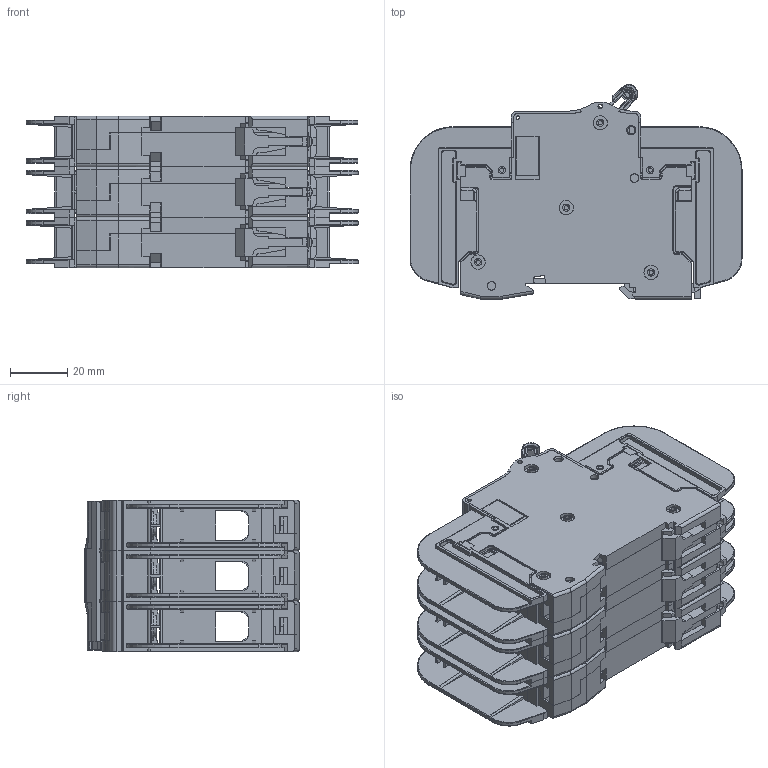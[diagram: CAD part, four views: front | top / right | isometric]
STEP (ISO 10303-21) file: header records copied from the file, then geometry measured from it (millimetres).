
FILE_DESCRIPTION (( 'STEP AP214' ), '1' );
FILE_NAME ('3P.STEP', '2017-03-18T07:22:13', ( '' ), ( '' ), 'SwSTEP 2.0', 'SolidWorks 2011', '' );
FILE_SCHEMA (( 'AUTOMOTIVE_DESIGN' ));
Length unit declared in the file: centimetre
Products named in the file (1): 3P
Bounding box: 115.8 x 74.9 x 52.8 mm (x, y, z)
Surface area: 77483.5 mm2 (no closed solid volume)
Topology: 0 solids, 41 shells, 1707 faces, 6672 edges, 4870 vertices
Faces by surface type: plane 1014, cylinder 511, bspline 118, cone 53, torus 7, sphere 4
Full cylindrical faces by diameter (mm): 1.2 x1, 1.5 x4, 2.5 x4, 2.6 x1, 3 x4, 4.131 x1, 5 x8, 7.5 x6, 9.5 x6
Entity records: 101771 total; most frequent: CARTESIAN_POINT 30312, ORIENTED_EDGE 10373, DIRECTION 10008, EDGE_CURVE 6599, VERTEX_POINT 4857, VECTOR 4536, LINE 4536, AXIS2_PLACEMENT_3D 2736
